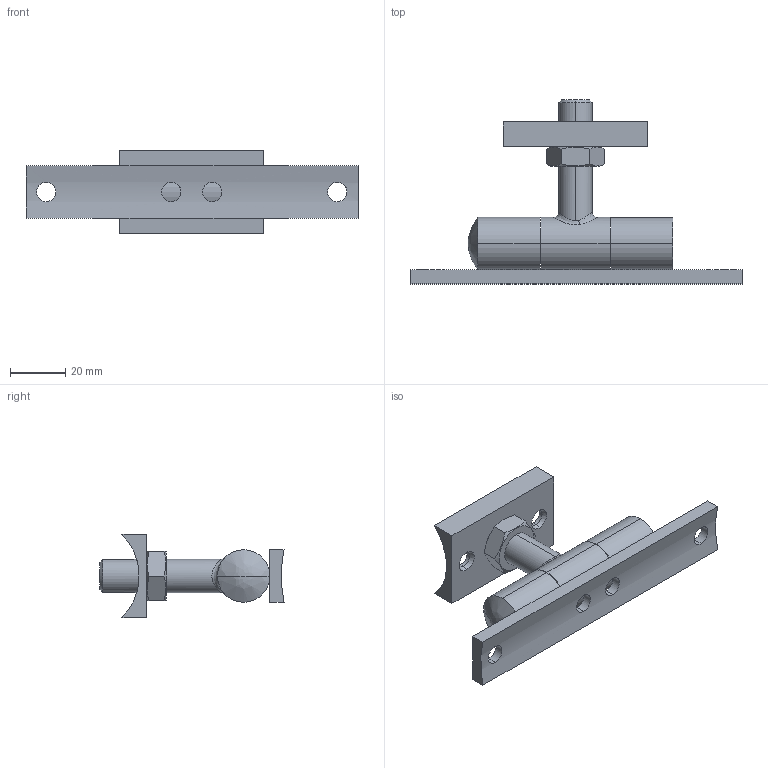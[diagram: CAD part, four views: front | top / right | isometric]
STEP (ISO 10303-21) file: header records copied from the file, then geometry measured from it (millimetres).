
FILE_DESCRIPTION (( 'STEP AP203' ), '1' );
FILE_NAME ('3D_GD5354_42,4_188744895.STEP', '2024-10-25T10:04:07', ( '' ), ( '' ), 'SwSTEP 2.0', 'SolidWorks 2023', '' );
FILE_SCHEMA (( 'CONFIG_CONTROL_DESIGN' ));
Length unit declared in the file: millimetre
Products named in the file (1): 3D_GD5354_42,4_188744895
Bounding box: 120 x 66.6 x 30 mm (x, y, z)
Volume: 42246.2 mm3; surface area: 21432 mm2
Topology: 6 solids, 6 shells, 83 faces, 190 edges, 121 vertices
Faces by surface type: cylinder 34, plane 27, cone 18, bspline 4
Entity records: 3447 total; most frequent: CARTESIAN_POINT 1497, DIRECTION 384, ORIENTED_EDGE 376, EDGE_CURVE 188, AXIS2_PLACEMENT_3D 154, VERTEX_POINT 121, EDGE_LOOP 105, ADVANCED_FACE 83
